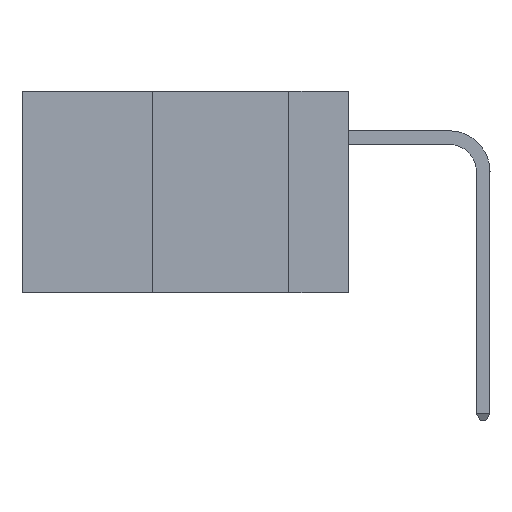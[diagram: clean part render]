
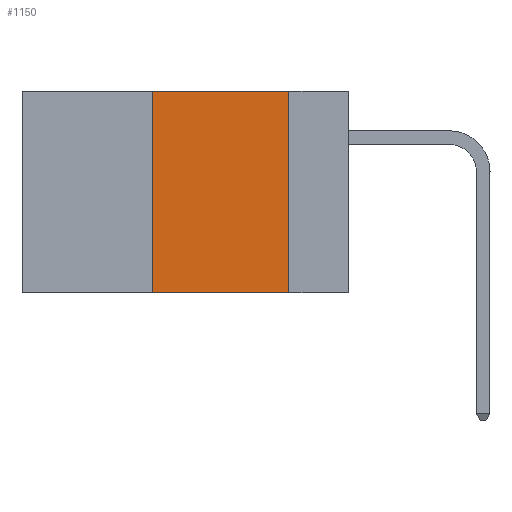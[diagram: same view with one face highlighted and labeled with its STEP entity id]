
A CAD part, left-side view. The second image highlights one B-rep face of the part: STEP entity #1150.
In plain terms, the highlighted planar face has unit normal (-1, 0, 0).
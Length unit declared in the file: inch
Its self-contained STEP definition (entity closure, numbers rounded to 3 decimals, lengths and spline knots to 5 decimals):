
#496 = CARTESIAN_POINT ( 'NONE',  ( 0., 0.6, 0. ) ) ;
#1150 = ADVANCED_FACE ( 'NONE', ( #8907 ), #10492, .F. ) ;
#1806 = LINE ( 'NONE', #496, #20827 ) ;
#2127 = DIRECTION ( 'NONE',  ( 0., 0., -1. ) ) ;
#2886 = DIRECTION ( 'NONE',  ( 0., -1., 0. ) ) ;
#3467 = CARTESIAN_POINT ( 'NONE',  ( 0., 0.36, -0.37 ) ) ;
#3740 = VERTEX_POINT ( 'NONE', #3467 ) ;
#4842 = ORIENTED_EDGE ( 'NONE', *, *, #19202, .F. ) ;
#5921 = DIRECTION ( 'NONE',  ( 0., -1., 0. ) ) ;
#6019 = EDGE_CURVE ( 'NONE', #3740, #14689, #7752, .T. ) ;
#7253 = LINE ( 'NONE', #20038, #13086 ) ;
#7752 = LINE ( 'NONE', #21950, #22545 ) ;
#8693 = VERTEX_POINT ( 'NONE', #19121 ) ;
#8907 = FACE_OUTER_BOUND ( 'NONE', #13661, .T. ) ;
#8929 = ORIENTED_EDGE ( 'NONE', *, *, #23126, .F. ) ;
#9281 = DIRECTION ( 'NONE',  ( 0., 0., -1. ) ) ;
#9413 = DIRECTION ( 'NONE',  ( 1., 0., 0. ) ) ;
#9447 = DIRECTION ( 'NONE',  ( 0., 0., 1. ) ) ;
#9521 = CARTESIAN_POINT ( 'NONE',  ( 0., 0.6, 0. ) ) ;
#10492 = PLANE ( 'NONE',  #16306 ) ;
#11893 = LINE ( 'NONE', #15374, #20850 ) ;
#11931 = EDGE_CURVE ( 'NONE', #3740, #20988, #11893, .T. ) ;
#13086 = VECTOR ( 'NONE', #2127, 39.37008 ) ;
#13661 = EDGE_LOOP ( 'NONE', ( #4842, #8929, #22575, #16693 ) ) ;
#13883 = CARTESIAN_POINT ( 'NONE',  ( 0., 0.11, -0.37 ) ) ;
#14689 = VERTEX_POINT ( 'NONE', #22318 ) ;
#15374 = CARTESIAN_POINT ( 'NONE',  ( 0., 0.6, -0.37 ) ) ;
#16306 = AXIS2_PLACEMENT_3D ( 'NONE', #9521, #9413, #9281 ) ;
#16693 = ORIENTED_EDGE ( 'NONE', *, *, #11931, .T. ) ;
#19121 = CARTESIAN_POINT ( 'NONE',  ( 0., 0.11, 0. ) ) ;
#19202 = EDGE_CURVE ( 'NONE', #8693, #20988, #7253, .T. ) ;
#20038 = CARTESIAN_POINT ( 'NONE',  ( 0., 0.11, 0. ) ) ;
#20827 = VECTOR ( 'NONE', #5921, 39.37008 ) ;
#20850 = VECTOR ( 'NONE', #2886, 39.37008 ) ;
#20988 = VERTEX_POINT ( 'NONE', #13883 ) ;
#21950 = CARTESIAN_POINT ( 'NONE',  ( 0., 0.36, 0. ) ) ;
#22318 = CARTESIAN_POINT ( 'NONE',  ( 0., 0.36, 0. ) ) ;
#22545 = VECTOR ( 'NONE', #9447, 39.37008 ) ;
#22575 = ORIENTED_EDGE ( 'NONE', *, *, #6019, .F. ) ;
#23126 = EDGE_CURVE ( 'NONE', #14689, #8693, #1806, .T. ) ;
